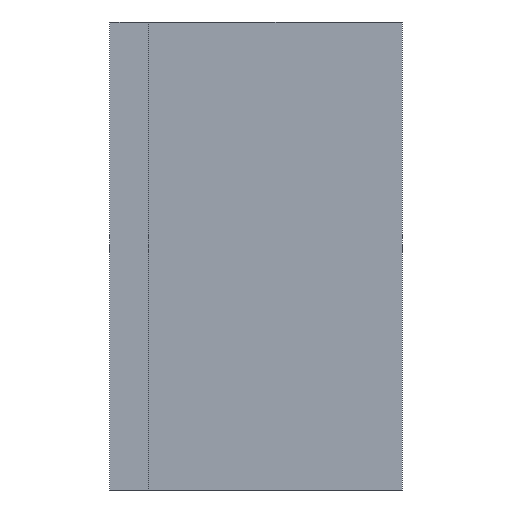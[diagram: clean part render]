
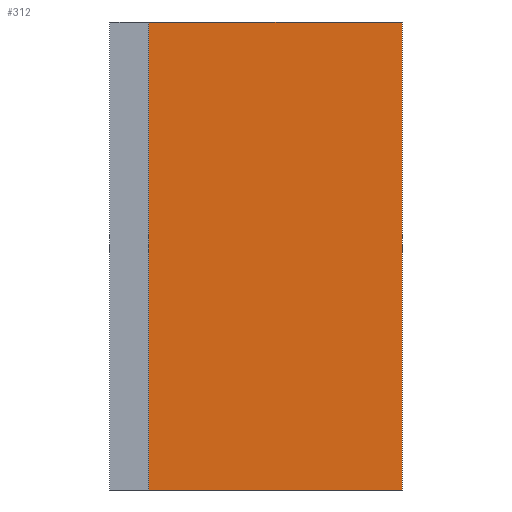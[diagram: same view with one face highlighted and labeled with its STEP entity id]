
A CAD part, left-side view. The second image highlights one B-rep face of the part: STEP entity #312.
In plain terms, the highlighted planar face has unit normal (-1, 0, 0).
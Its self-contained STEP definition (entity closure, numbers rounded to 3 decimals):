
#260=CARTESIAN_POINT('Cartesian Point',(-13.5,-7.5,12.)) ;
#263=CARTESIAN_POINT('Line Origine',(-13.5,-7.5,6.)) ;
#267=CARTESIAN_POINT('Cartesian Point',(-13.5,-7.5,0.)) ;
#282=CARTESIAN_POINT('Axis2P3D Location',(-13.5,-7.5,0.)) ;
#287=CARTESIAN_POINT('Line Origine',(-13.5,-4.25,12.)) ;
#291=CARTESIAN_POINT('Cartesian Point',(-13.5,-1.,12.)) ;
#294=CARTESIAN_POINT('Line Origine',(-13.5,-1.,6.)) ;
#298=CARTESIAN_POINT('Cartesian Point',(-13.5,-1.,0.)) ;
#301=CARTESIAN_POINT('Line Origine',(-13.5,-4.25,0.)) ;
#264=DIRECTION('Vector Direction',(0.,0.,-1.)) ;
#283=DIRECTION('Axis2P3D Direction',(-1.,0.,0.)) ;
#284=DIRECTION('Axis2P3D XDirection',(0.,1.,0.)) ;
#288=DIRECTION('Vector Direction',(0.,1.,0.)) ;
#295=DIRECTION('Vector Direction',(0.,0.,-1.)) ;
#302=DIRECTION('Vector Direction',(0.,1.,0.)) ;
#285=AXIS2_PLACEMENT_3D('Plane Axis2P3D',#282,#283,#284) ;
#307=ORIENTED_EDGE('Oriented Edge',*,*,#269,.F.) ;
#308=ORIENTED_EDGE('Oriented Edge',*,*,#293,.T.) ;
#309=ORIENTED_EDGE('Oriented Edge',*,*,#300,.T.) ;
#310=ORIENTED_EDGE('Oriented Edge',*,*,#305,.F.) ;
#265=VECTOR('Line Direction',#264,1.) ;
#289=VECTOR('Line Direction',#288,1.) ;
#296=VECTOR('Line Direction',#295,1.) ;
#303=VECTOR('Line Direction',#302,1.) ;
#312=ADVANCED_FACE('',(#311),#286,.T.) ;
#269=EDGE_CURVE('',#261,#268,#266,.T.) ;
#293=EDGE_CURVE('',#261,#292,#290,.T.) ;
#300=EDGE_CURVE('',#292,#299,#297,.T.) ;
#305=EDGE_CURVE('',#268,#299,#304,.T.) ;
#306=EDGE_LOOP('Oriented Loop',(#307,#308,#309,#310)) ;
#311=FACE_OUTER_BOUND('Face Bound',#306,.T.) ;
#266=LINE('Line',#263,#265) ;
#290=LINE('Line',#287,#289) ;
#297=LINE('Line',#294,#296) ;
#304=LINE('Line',#301,#303) ;
#286=PLANE('Plane',#285) ;
#261=VERTEX_POINT('Vertex Point',#260) ;
#268=VERTEX_POINT('Vertex Point',#267) ;
#292=VERTEX_POINT('Vertex Point',#291) ;
#299=VERTEX_POINT('Vertex Point',#298) ;
